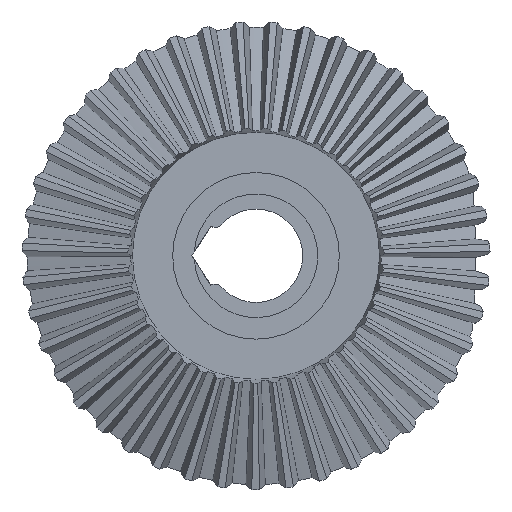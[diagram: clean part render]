
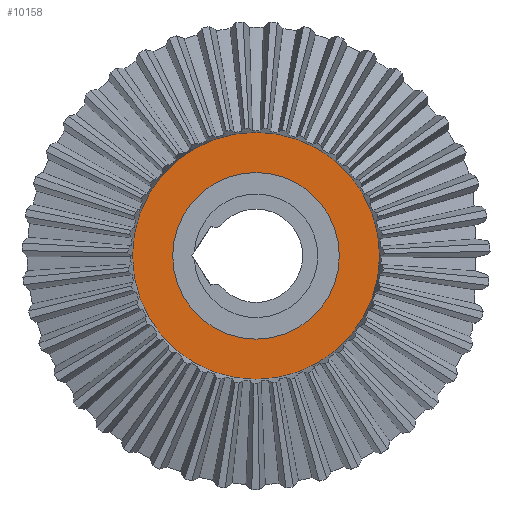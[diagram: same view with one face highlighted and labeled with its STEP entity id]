
A CAD part, left-side view. The second image highlights one B-rep face of the part: STEP entity #10158.
In plain terms, the highlighted planar face has unit normal (-1, 0, 0).
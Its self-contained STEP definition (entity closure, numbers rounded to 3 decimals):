
#166 = EDGE_CURVE ( 'NONE', #9879, #3820, #3122, .T. ) ;
#833 = AXIS2_PLACEMENT_3D ( 'NONE', #3893, #11242, #14954 ) ;
#1095 = EDGE_LOOP ( 'NONE', ( #14176, #4784 ) ) ;
#2226 = DIRECTION ( 'NONE',  ( 1., 0., 0. ) ) ;
#2601 = CARTESIAN_POINT ( 'NONE',  ( 6., 0., 0. ) ) ;
#3122 = CIRCLE ( 'NONE', #7838, 17.205 ) ;
#3820 = VERTEX_POINT ( 'NONE', #14813 ) ;
#3893 = CARTESIAN_POINT ( 'NONE',  ( 6., 0., 0. ) ) ;
#4311 = PLANE ( 'NONE',  #6822 ) ;
#4784 = ORIENTED_EDGE ( 'NONE', *, *, #7172, .F. ) ;
#4804 = DIRECTION ( 'NONE',  ( 0., -1., 0. ) ) ;
#5212 = DIRECTION ( 'NONE',  ( 0., -1., 0. ) ) ;
#5775 = DIRECTION ( 'NONE',  ( -1., 0., 0. ) ) ;
#5857 = CARTESIAN_POINT ( 'NONE',  ( 6., 0., 0. ) ) ;
#6526 = CARTESIAN_POINT ( 'NONE',  ( 6., 17.205, 0. ) ) ;
#6769 = DIRECTION ( 'NONE',  ( 0., -1., 0. ) ) ;
#6822 = AXIS2_PLACEMENT_3D ( 'NONE', #6526, #15532, #6769 ) ;
#6857 = FACE_BOUND ( 'NONE', #1095, .T. ) ;
#7057 = CARTESIAN_POINT ( 'NONE',  ( 6., 0., 0. ) ) ;
#7172 = EDGE_CURVE ( 'NONE', #13600, #14088, #8969, .T. ) ;
#7633 = CIRCLE ( 'NONE', #833, 17.205 ) ;
#7838 = AXIS2_PLACEMENT_3D ( 'NONE', #7057, #2226, #12183 ) ;
#8969 = CIRCLE ( 'NONE', #11598, 11.6 ) ;
#9604 = CARTESIAN_POINT ( 'NONE',  ( 6., 17.205, 0. ) ) ;
#9879 = VERTEX_POINT ( 'NONE', #9604 ) ;
#10005 = CIRCLE ( 'NONE', #12644, 11.6 ) ;
#10158 = ADVANCED_FACE ( 'NONE', ( #15450, #6857 ), #4311, .T. ) ;
#10412 = CARTESIAN_POINT ( 'NONE',  ( 6., 11.6, 0. ) ) ;
#10622 = EDGE_CURVE ( 'NONE', #3820, #9879, #7633, .T. ) ;
#11242 = DIRECTION ( 'NONE',  ( 1., 0., 0. ) ) ;
#11598 = AXIS2_PLACEMENT_3D ( 'NONE', #5857, #5775, #4804 ) ;
#12183 = DIRECTION ( 'NONE',  ( 0., 1., 0. ) ) ;
#12644 = AXIS2_PLACEMENT_3D ( 'NONE', #2601, #15115, #5212 ) ;
#13454 = ORIENTED_EDGE ( 'NONE', *, *, #166, .F. ) ;
#13600 = VERTEX_POINT ( 'NONE', #15801 ) ;
#14088 = VERTEX_POINT ( 'NONE', #10412 ) ;
#14176 = ORIENTED_EDGE ( 'NONE', *, *, #14651, .F. ) ;
#14470 = ORIENTED_EDGE ( 'NONE', *, *, #10622, .F. ) ;
#14651 = EDGE_CURVE ( 'NONE', #14088, #13600, #10005, .T. ) ;
#14813 = CARTESIAN_POINT ( 'NONE',  ( 6., -17.205, 0. ) ) ;
#14861 = EDGE_LOOP ( 'NONE', ( #14470, #13454 ) ) ;
#14954 = DIRECTION ( 'NONE',  ( 0., 1., 0. ) ) ;
#15115 = DIRECTION ( 'NONE',  ( -1., 0., 0. ) ) ;
#15450 = FACE_OUTER_BOUND ( 'NONE', #14861, .T. ) ;
#15532 = DIRECTION ( 'NONE',  ( -1., 0., 0. ) ) ;
#15801 = CARTESIAN_POINT ( 'NONE',  ( 6., -11.6, 0. ) ) ;
